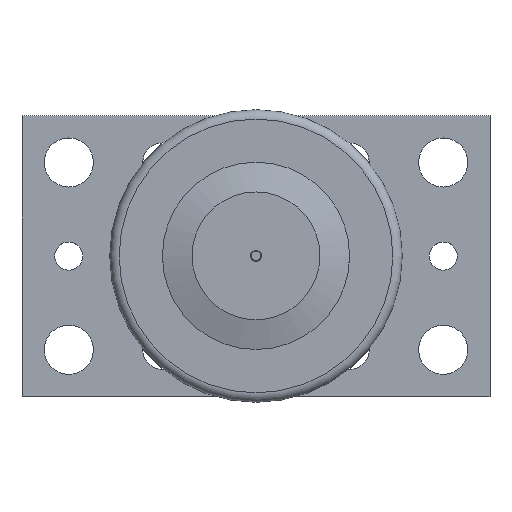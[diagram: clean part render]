
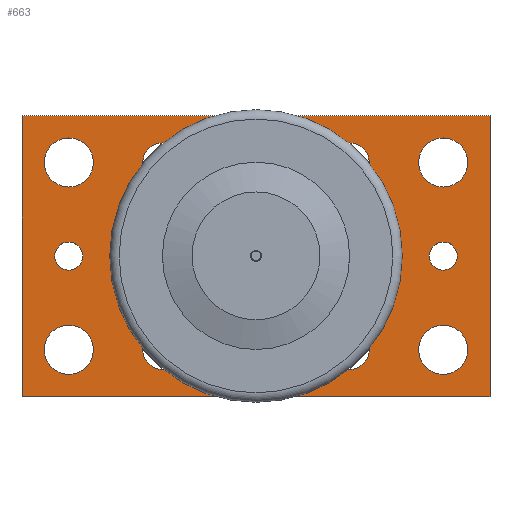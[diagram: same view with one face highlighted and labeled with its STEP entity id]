
A CAD part, top view. The second image highlights one B-rep face of the part: STEP entity #663.
In plain terms, the highlighted planar face has unit normal (0, 0, 1).
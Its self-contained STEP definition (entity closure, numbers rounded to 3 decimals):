
#37=FACE_BOUND('',#146,.T.);
#38=FACE_BOUND('',#147,.T.);
#39=FACE_BOUND('',#148,.T.);
#40=FACE_BOUND('',#149,.T.);
#41=FACE_BOUND('',#150,.T.);
#42=FACE_BOUND('',#151,.T.);
#43=FACE_BOUND('',#152,.T.);
#44=FACE_BOUND('',#153,.T.);
#45=FACE_BOUND('',#154,.T.);
#46=FACE_BOUND('',#155,.T.);
#47=FACE_BOUND('',#156,.T.);
#60=PLANE('',#776);
#94=FACE_OUTER_BOUND('',#145,.T.);
#145=EDGE_LOOP('',(#589,#590,#591,#592));
#146=EDGE_LOOP('',(#593,#594));
#147=EDGE_LOOP('',(#595,#596));
#148=EDGE_LOOP('',(#597,#598));
#149=EDGE_LOOP('',(#599,#600));
#150=EDGE_LOOP('',(#601,#602));
#151=EDGE_LOOP('',(#603));
#152=EDGE_LOOP('',(#604));
#153=EDGE_LOOP('',(#605));
#154=EDGE_LOOP('',(#606));
#155=EDGE_LOOP('',(#607));
#156=EDGE_LOOP('',(#608));
#177=LINE('',#1161,#209);
#181=LINE('',#1169,#213);
#184=LINE('',#1175,#216);
#187=LINE('',#1180,#219);
#209=VECTOR('',#971,10.);
#213=VECTOR('',#977,10.);
#216=VECTOR('',#982,10.);
#219=VECTOR('',#987,10.);
#253=CIRCLE('',#734,17.5);
#254=CIRCLE('',#735,17.5);
#255=CIRCLE('',#737,4.188);
#256=CIRCLE('',#738,4.188);
#258=CIRCLE('',#741,4.188);
#259=CIRCLE('',#742,4.188);
#261=CIRCLE('',#745,4.188);
#262=CIRCLE('',#746,4.188);
#264=CIRCLE('',#749,4.188);
#265=CIRCLE('',#750,4.188);
#267=CIRCLE('',#753,5.25);
#269=CIRCLE('',#756,5.25);
#271=CIRCLE('',#759,5.25);
#273=CIRCLE('',#762,5.25);
#275=CIRCLE('',#765,3.);
#277=CIRCLE('',#768,3.);
#309=VERTEX_POINT('',#1085);
#310=VERTEX_POINT('',#1087);
#311=VERTEX_POINT('',#1091);
#312=VERTEX_POINT('',#1092);
#314=VERTEX_POINT('',#1099);
#315=VERTEX_POINT('',#1100);
#317=VERTEX_POINT('',#1107);
#318=VERTEX_POINT('',#1108);
#320=VERTEX_POINT('',#1115);
#321=VERTEX_POINT('',#1116);
#323=VERTEX_POINT('',#1123);
#325=VERTEX_POINT('',#1129);
#327=VERTEX_POINT('',#1135);
#329=VERTEX_POINT('',#1141);
#331=VERTEX_POINT('',#1147);
#333=VERTEX_POINT('',#1153);
#335=VERTEX_POINT('',#1159);
#336=VERTEX_POINT('',#1160);
#339=VERTEX_POINT('',#1168);
#341=VERTEX_POINT('',#1174);
#384=EDGE_CURVE('',#310,#309,#253,.T.);
#385=EDGE_CURVE('',#309,#310,#254,.T.);
#386=EDGE_CURVE('',#311,#312,#255,.T.);
#387=EDGE_CURVE('',#312,#311,#256,.T.);
#390=EDGE_CURVE('',#314,#315,#258,.T.);
#391=EDGE_CURVE('',#315,#314,#259,.T.);
#394=EDGE_CURVE('',#317,#318,#261,.T.);
#395=EDGE_CURVE('',#318,#317,#262,.T.);
#398=EDGE_CURVE('',#320,#321,#264,.T.);
#399=EDGE_CURVE('',#321,#320,#265,.T.);
#402=EDGE_CURVE('',#323,#323,#267,.T.);
#405=EDGE_CURVE('',#325,#325,#269,.T.);
#408=EDGE_CURVE('',#327,#327,#271,.T.);
#411=EDGE_CURVE('',#329,#329,#273,.T.);
#414=EDGE_CURVE('',#331,#331,#275,.T.);
#417=EDGE_CURVE('',#333,#333,#277,.T.);
#420=EDGE_CURVE('',#335,#336,#177,.T.);
#424=EDGE_CURVE('',#336,#339,#181,.T.);
#427=EDGE_CURVE('',#339,#341,#184,.T.);
#430=EDGE_CURVE('',#341,#335,#187,.T.);
#589=ORIENTED_EDGE('',*,*,#420,.F.);
#590=ORIENTED_EDGE('',*,*,#430,.F.);
#591=ORIENTED_EDGE('',*,*,#427,.F.);
#592=ORIENTED_EDGE('',*,*,#424,.F.);
#593=ORIENTED_EDGE('',*,*,#384,.T.);
#594=ORIENTED_EDGE('',*,*,#385,.T.);
#595=ORIENTED_EDGE('',*,*,#386,.T.);
#596=ORIENTED_EDGE('',*,*,#387,.T.);
#597=ORIENTED_EDGE('',*,*,#390,.T.);
#598=ORIENTED_EDGE('',*,*,#391,.T.);
#599=ORIENTED_EDGE('',*,*,#394,.T.);
#600=ORIENTED_EDGE('',*,*,#395,.T.);
#601=ORIENTED_EDGE('',*,*,#398,.T.);
#602=ORIENTED_EDGE('',*,*,#399,.T.);
#603=ORIENTED_EDGE('',*,*,#402,.T.);
#604=ORIENTED_EDGE('',*,*,#405,.T.);
#605=ORIENTED_EDGE('',*,*,#408,.T.);
#606=ORIENTED_EDGE('',*,*,#411,.T.);
#607=ORIENTED_EDGE('',*,*,#414,.T.);
#608=ORIENTED_EDGE('',*,*,#417,.T.);
#663=ADVANCED_FACE('',(#94,#37,#38,#39,#40,#41,#42,#43,#44,#45,#46,#47),
#60,.T.);
#734=AXIS2_PLACEMENT_3D('',#1088,#887,#888);
#735=AXIS2_PLACEMENT_3D('',#1089,#889,#890);
#737=AXIS2_PLACEMENT_3D('',#1093,#893,#894);
#738=AXIS2_PLACEMENT_3D('',#1094,#895,#896);
#741=AXIS2_PLACEMENT_3D('',#1101,#902,#903);
#742=AXIS2_PLACEMENT_3D('',#1102,#904,#905);
#745=AXIS2_PLACEMENT_3D('',#1109,#911,#912);
#746=AXIS2_PLACEMENT_3D('',#1110,#913,#914);
#749=AXIS2_PLACEMENT_3D('',#1117,#920,#921);
#750=AXIS2_PLACEMENT_3D('',#1118,#922,#923);
#753=AXIS2_PLACEMENT_3D('',#1124,#929,#930);
#756=AXIS2_PLACEMENT_3D('',#1130,#936,#937);
#759=AXIS2_PLACEMENT_3D('',#1136,#943,#944);
#762=AXIS2_PLACEMENT_3D('',#1142,#950,#951);
#765=AXIS2_PLACEMENT_3D('',#1148,#957,#958);
#768=AXIS2_PLACEMENT_3D('',#1154,#964,#965);
#776=AXIS2_PLACEMENT_3D('',#1185,#993,#994);
#887=DIRECTION('center_axis',(0.,0.,-1.));
#888=DIRECTION('ref_axis',(0.,1.,0.));
#889=DIRECTION('center_axis',(0.,0.,-1.));
#890=DIRECTION('ref_axis',(0.,1.,0.));
#893=DIRECTION('center_axis',(0.,0.,-1.));
#894=DIRECTION('ref_axis',(1.,0.,0.));
#895=DIRECTION('center_axis',(0.,0.,-1.));
#896=DIRECTION('ref_axis',(1.,0.,0.));
#902=DIRECTION('center_axis',(0.,0.,-1.));
#903=DIRECTION('ref_axis',(1.,0.,0.));
#904=DIRECTION('center_axis',(0.,0.,-1.));
#905=DIRECTION('ref_axis',(1.,0.,0.));
#911=DIRECTION('center_axis',(0.,0.,-1.));
#912=DIRECTION('ref_axis',(1.,0.,0.));
#913=DIRECTION('center_axis',(0.,0.,-1.));
#914=DIRECTION('ref_axis',(1.,0.,0.));
#920=DIRECTION('center_axis',(0.,0.,-1.));
#921=DIRECTION('ref_axis',(1.,0.,0.));
#922=DIRECTION('center_axis',(0.,0.,-1.));
#923=DIRECTION('ref_axis',(1.,0.,0.));
#929=DIRECTION('center_axis',(0.,0.,-1.));
#930=DIRECTION('ref_axis',(-1.,0.,0.));
#936=DIRECTION('center_axis',(0.,0.,-1.));
#937=DIRECTION('ref_axis',(-1.,0.,0.));
#943=DIRECTION('center_axis',(0.,0.,-1.));
#944=DIRECTION('ref_axis',(-1.,0.,0.));
#950=DIRECTION('center_axis',(0.,0.,-1.));
#951=DIRECTION('ref_axis',(-1.,0.,0.));
#957=DIRECTION('center_axis',(0.,0.,-1.));
#958=DIRECTION('ref_axis',(-1.,0.,0.));
#964=DIRECTION('center_axis',(0.,0.,-1.));
#965=DIRECTION('ref_axis',(-1.,0.,0.));
#971=DIRECTION('',(0.,1.,0.));
#977=DIRECTION('',(1.,0.,0.));
#982=DIRECTION('',(0.,-1.,0.));
#987=DIRECTION('',(-1.,0.,0.));
#993=DIRECTION('center_axis',(0.,0.,1.));
#994=DIRECTION('ref_axis',(1.,0.,0.));
#1085=CARTESIAN_POINT('',(50.,12.5,10.));
#1087=CARTESIAN_POINT('',(50.,47.5,10.));
#1088=CARTESIAN_POINT('Origin',(50.,30.,10.));
#1089=CARTESIAN_POINT('Origin',(50.,30.,10.));
#1091=CARTESIAN_POINT('',(34.188,10.,10.));
#1092=CARTESIAN_POINT('',(25.812,10.,10.));
#1093=CARTESIAN_POINT('Origin',(30.,10.,10.));
#1094=CARTESIAN_POINT('Origin',(30.,10.,10.));
#1099=CARTESIAN_POINT('',(74.188,10.,10.));
#1100=CARTESIAN_POINT('',(65.812,10.,10.));
#1101=CARTESIAN_POINT('Origin',(70.,10.,10.));
#1102=CARTESIAN_POINT('Origin',(70.,10.,10.));
#1107=CARTESIAN_POINT('',(74.188,50.,10.));
#1108=CARTESIAN_POINT('',(65.812,50.,10.));
#1109=CARTESIAN_POINT('Origin',(70.,50.,10.));
#1110=CARTESIAN_POINT('Origin',(70.,50.,10.));
#1115=CARTESIAN_POINT('',(34.188,50.,10.));
#1116=CARTESIAN_POINT('',(25.812,50.,10.));
#1117=CARTESIAN_POINT('Origin',(30.,50.,10.));
#1118=CARTESIAN_POINT('Origin',(30.,50.,10.));
#1123=CARTESIAN_POINT('',(95.25,50.,10.));
#1124=CARTESIAN_POINT('Origin',(90.,50.,10.));
#1129=CARTESIAN_POINT('',(15.25,10.,10.));
#1130=CARTESIAN_POINT('Origin',(10.,10.,10.));
#1135=CARTESIAN_POINT('',(15.25,50.,10.));
#1136=CARTESIAN_POINT('Origin',(10.,50.,10.));
#1141=CARTESIAN_POINT('',(95.25,10.,10.));
#1142=CARTESIAN_POINT('Origin',(90.,10.,10.));
#1147=CARTESIAN_POINT('',(93.,30.,10.));
#1148=CARTESIAN_POINT('Origin',(90.,30.,10.));
#1153=CARTESIAN_POINT('',(13.,30.,10.));
#1154=CARTESIAN_POINT('Origin',(10.,30.,10.));
#1159=CARTESIAN_POINT('',(0.,0.,10.));
#1160=CARTESIAN_POINT('',(0.,60.,10.));
#1161=CARTESIAN_POINT('',(0.,60.,10.));
#1168=CARTESIAN_POINT('',(100.,60.,10.));
#1169=CARTESIAN_POINT('',(100.,60.,10.));
#1174=CARTESIAN_POINT('',(100.,0.,10.));
#1175=CARTESIAN_POINT('',(100.,0.,10.));
#1180=CARTESIAN_POINT('',(0.,0.,10.));
#1185=CARTESIAN_POINT('Origin',(50.,30.,10.));
